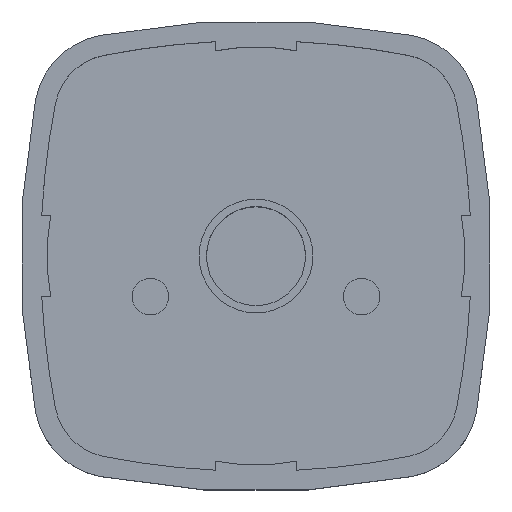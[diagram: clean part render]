
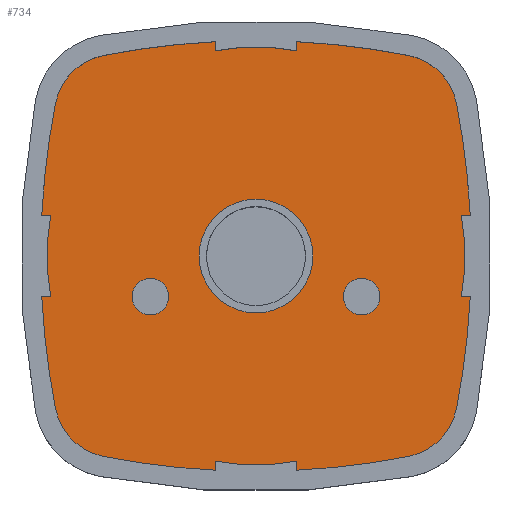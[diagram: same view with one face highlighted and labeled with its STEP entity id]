
A CAD part, top view. The second image highlights one B-rep face of the part: STEP entity #734.
In plain terms, the highlighted planar face has unit normal (0, 0, 1).
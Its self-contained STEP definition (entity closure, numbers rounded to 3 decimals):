
#495=PLANE('',#1929);
#621=LINE('',#2640,#686);
#622=LINE('',#2644,#687);
#623=LINE('',#2646,#688);
#624=LINE('',#2650,#689);
#625=LINE('',#2652,#690);
#626=LINE('',#2656,#691);
#627=LINE('',#2658,#692);
#628=LINE('',#2662,#693);
#686=VECTOR('',#2203,1.);
#687=VECTOR('',#2206,1.);
#688=VECTOR('',#2209,1.);
#689=VECTOR('',#2212,1.);
#690=VECTOR('',#2215,1.);
#691=VECTOR('',#2218,1.);
#692=VECTOR('',#2221,1.);
#693=VECTOR('',#2224,1.);
#734=ADVANCED_FACE('',(#860,#861,#862,#863),#495,.T.);
#860=FACE_BOUND('',#918,.T.);
#861=FACE_BOUND('',#919,.T.);
#862=FACE_BOUND('',#920,.T.);
#863=FACE_BOUND('',#921,.T.);
#918=EDGE_LOOP('',(#1107));
#919=EDGE_LOOP('',(#1108));
#920=EDGE_LOOP('',(#1109));
#921=EDGE_LOOP('',(#1110,#1111,#1112,#1113,#1114,#1115,#1116,#1117,#1118,
#1119,#1120,#1121,#1122,#1123,#1124,#1125,#1126,#1127,#1128,#1129,#1130,
#1131,#1132,#1133));
#1107=ORIENTED_EDGE('',*,*,#1554,.F.);
#1108=ORIENTED_EDGE('',*,*,#1634,.T.);
#1109=ORIENTED_EDGE('',*,*,#1635,.T.);
#1110=ORIENTED_EDGE('',*,*,#1636,.F.);
#1111=ORIENTED_EDGE('',*,*,#1637,.F.);
#1112=ORIENTED_EDGE('',*,*,#1638,.F.);
#1113=ORIENTED_EDGE('',*,*,#1630,.T.);
#1114=ORIENTED_EDGE('',*,*,#1639,.T.);
#1115=ORIENTED_EDGE('',*,*,#1569,.T.);
#1116=ORIENTED_EDGE('',*,*,#1640,.F.);
#1117=ORIENTED_EDGE('',*,*,#1641,.F.);
#1118=ORIENTED_EDGE('',*,*,#1642,.F.);
#1119=ORIENTED_EDGE('',*,*,#1633,.T.);
#1120=ORIENTED_EDGE('',*,*,#1643,.T.);
#1121=ORIENTED_EDGE('',*,*,#1565,.T.);
#1122=ORIENTED_EDGE('',*,*,#1644,.F.);
#1123=ORIENTED_EDGE('',*,*,#1645,.F.);
#1124=ORIENTED_EDGE('',*,*,#1646,.F.);
#1125=ORIENTED_EDGE('',*,*,#1624,.T.);
#1126=ORIENTED_EDGE('',*,*,#1647,.T.);
#1127=ORIENTED_EDGE('',*,*,#1561,.T.);
#1128=ORIENTED_EDGE('',*,*,#1648,.F.);
#1129=ORIENTED_EDGE('',*,*,#1649,.F.);
#1130=ORIENTED_EDGE('',*,*,#1650,.F.);
#1131=ORIENTED_EDGE('',*,*,#1627,.T.);
#1132=ORIENTED_EDGE('',*,*,#1651,.T.);
#1133=ORIENTED_EDGE('',*,*,#1557,.T.);
#1418=VERTEX_POINT('',#2474);
#1420=VERTEX_POINT('',#2479);
#1422=VERTEX_POINT('',#2482);
#1424=VERTEX_POINT('',#2488);
#1426=VERTEX_POINT('',#2491);
#1428=VERTEX_POINT('',#2497);
#1430=VERTEX_POINT('',#2500);
#1432=VERTEX_POINT('',#2506);
#1434=VERTEX_POINT('',#2509);
#1478=VERTEX_POINT('',#2613);
#1479=VERTEX_POINT('',#2615);
#1480=VERTEX_POINT('',#2619);
#1481=VERTEX_POINT('',#2621);
#1482=VERTEX_POINT('',#2625);
#1483=VERTEX_POINT('',#2627);
#1484=VERTEX_POINT('',#2631);
#1485=VERTEX_POINT('',#2633);
#1486=VERTEX_POINT('',#2637);
#1487=VERTEX_POINT('',#2639);
#1488=VERTEX_POINT('',#2641);
#1489=VERTEX_POINT('',#2643);
#1490=VERTEX_POINT('',#2647);
#1491=VERTEX_POINT('',#2649);
#1492=VERTEX_POINT('',#2653);
#1493=VERTEX_POINT('',#2655);
#1494=VERTEX_POINT('',#2659);
#1495=VERTEX_POINT('',#2661);
#1554=EDGE_CURVE('',#1418,#1418,#1756,.T.);
#1557=EDGE_CURVE('',#1422,#1420,#1758,.T.);
#1561=EDGE_CURVE('',#1426,#1424,#1760,.T.);
#1565=EDGE_CURVE('',#1430,#1428,#1762,.T.);
#1569=EDGE_CURVE('',#1434,#1432,#1764,.T.);
#1624=EDGE_CURVE('',#1478,#1479,#1800,.T.);
#1627=EDGE_CURVE('',#1480,#1481,#1801,.T.);
#1630=EDGE_CURVE('',#1482,#1483,#1802,.T.);
#1633=EDGE_CURVE('',#1484,#1485,#1803,.T.);
#1634=EDGE_CURVE('',#1486,#1486,#1804,.T.);
#1635=EDGE_CURVE('',#1487,#1487,#1805,.T.);
#1636=EDGE_CURVE('',#1488,#1420,#621,.T.);
#1637=EDGE_CURVE('',#1489,#1488,#1806,.T.);
#1638=EDGE_CURVE('',#1482,#1489,#622,.T.);
#1639=EDGE_CURVE('',#1483,#1434,#1807,.T.);
#1640=EDGE_CURVE('',#1490,#1432,#623,.T.);
#1641=EDGE_CURVE('',#1491,#1490,#1808,.T.);
#1642=EDGE_CURVE('',#1484,#1491,#624,.T.);
#1643=EDGE_CURVE('',#1485,#1430,#1809,.T.);
#1644=EDGE_CURVE('',#1492,#1428,#625,.T.);
#1645=EDGE_CURVE('',#1493,#1492,#1810,.T.);
#1646=EDGE_CURVE('',#1478,#1493,#626,.T.);
#1647=EDGE_CURVE('',#1479,#1426,#1811,.T.);
#1648=EDGE_CURVE('',#1494,#1424,#627,.T.);
#1649=EDGE_CURVE('',#1495,#1494,#1812,.T.);
#1650=EDGE_CURVE('',#1480,#1495,#628,.T.);
#1651=EDGE_CURVE('',#1481,#1422,#1813,.T.);
#1756=CIRCLE('',#1856,2.25);
#1758=CIRCLE('',#1859,97.5);
#1760=CIRCLE('',#1862,97.5);
#1762=CIRCLE('',#1865,97.5);
#1764=CIRCLE('',#1868,97.5);
#1800=CIRCLE('',#1911,97.5);
#1801=CIRCLE('',#1913,97.5);
#1802=CIRCLE('',#1915,97.5);
#1803=CIRCLE('',#1917,97.5);
#1804=CIRCLE('',#1919,2.25);
#1805=CIRCLE('',#1920,7.);
#1806=CIRCLE('',#1921,25.75);
#1807=CIRCLE('',#1922,7.5);
#1808=CIRCLE('',#1923,25.75);
#1809=CIRCLE('',#1924,7.5);
#1810=CIRCLE('',#1925,25.75);
#1811=CIRCLE('',#1926,7.5);
#1812=CIRCLE('',#1927,25.75);
#1813=CIRCLE('',#1928,7.5);
#1856=AXIS2_PLACEMENT_3D('',#2473,#2041,#2042);
#1859=AXIS2_PLACEMENT_3D('',#2481,#2048,#2049);
#1862=AXIS2_PLACEMENT_3D('',#2490,#2056,#2057);
#1865=AXIS2_PLACEMENT_3D('',#2499,#2064,#2065);
#1868=AXIS2_PLACEMENT_3D('',#2508,#2072,#2073);
#1911=AXIS2_PLACEMENT_3D('',#2616,#2177,#2178);
#1913=AXIS2_PLACEMENT_3D('',#2622,#2183,#2184);
#1915=AXIS2_PLACEMENT_3D('',#2628,#2189,#2190);
#1917=AXIS2_PLACEMENT_3D('',#2634,#2195,#2196);
#1919=AXIS2_PLACEMENT_3D('',#2636,#2199,#2200);
#1920=AXIS2_PLACEMENT_3D('',#2638,#2201,#2202);
#1921=AXIS2_PLACEMENT_3D('',#2642,#2204,#2205);
#1922=AXIS2_PLACEMENT_3D('',#2645,#2207,#2208);
#1923=AXIS2_PLACEMENT_3D('',#2648,#2210,#2211);
#1924=AXIS2_PLACEMENT_3D('',#2651,#2213,#2214);
#1925=AXIS2_PLACEMENT_3D('',#2654,#2216,#2217);
#1926=AXIS2_PLACEMENT_3D('',#2657,#2219,#2220);
#1927=AXIS2_PLACEMENT_3D('',#2660,#2222,#2223);
#1928=AXIS2_PLACEMENT_3D('',#2663,#2225,#2226);
#1929=AXIS2_PLACEMENT_3D('',#2664,#2227,#2228);
#2041=DIRECTION('',(0.,0.,1.));
#2042=DIRECTION('',(1.,0.,0.));
#2048=DIRECTION('',(0.,0.,1.));
#2049=DIRECTION('',(1.,0.,0.));
#2056=DIRECTION('',(0.,0.,1.));
#2057=DIRECTION('',(1.,0.,0.));
#2064=DIRECTION('',(0.,0.,1.));
#2065=DIRECTION('',(1.,0.,0.));
#2072=DIRECTION('',(0.,0.,1.));
#2073=DIRECTION('',(1.,0.,0.));
#2177=DIRECTION('',(0.,0.,1.));
#2178=DIRECTION('',(1.,0.,0.));
#2183=DIRECTION('',(0.,0.,1.));
#2184=DIRECTION('',(1.,0.,0.));
#2189=DIRECTION('',(0.,0.,1.));
#2190=DIRECTION('',(1.,0.,0.));
#2195=DIRECTION('',(0.,0.,1.));
#2196=DIRECTION('',(1.,0.,0.));
#2199=DIRECTION('',(0.,0.,-1.));
#2200=DIRECTION('',(-1.,0.,0.));
#2201=DIRECTION('',(0.,0.,-1.));
#2202=DIRECTION('',(-1.,0.,0.));
#2203=DIRECTION('',(1.,0.,0.));
#2204=DIRECTION('',(0.,0.,-1.));
#2205=DIRECTION('',(1.,0.,0.));
#2206=DIRECTION('',(-1.,0.,0.));
#2207=DIRECTION('',(0.,0.,1.));
#2208=DIRECTION('',(1.,0.,0.));
#2209=DIRECTION('',(0.,1.,0.));
#2210=DIRECTION('',(0.,0.,-1.));
#2211=DIRECTION('',(1.,0.,0.));
#2212=DIRECTION('',(0.,-1.,0.));
#2213=DIRECTION('',(0.,0.,1.));
#2214=DIRECTION('',(1.,0.,0.));
#2215=DIRECTION('',(-1.,0.,0.));
#2216=DIRECTION('',(0.,0.,-1.));
#2217=DIRECTION('',(1.,0.,0.));
#2218=DIRECTION('',(1.,0.,0.));
#2219=DIRECTION('',(0.,0.,1.));
#2220=DIRECTION('',(1.,0.,0.));
#2221=DIRECTION('',(0.,-1.,0.));
#2222=DIRECTION('',(0.,0.,-1.));
#2223=DIRECTION('',(1.,0.,0.));
#2224=DIRECTION('',(0.,1.,0.));
#2225=DIRECTION('',(0.,0.,1.));
#2226=DIRECTION('',(1.,0.,0.));
#2227=DIRECTION('',(0.,0.,1.));
#2228=DIRECTION('',(1.,0.,0.));
#2473=CARTESIAN_POINT('',(-13.,-5.,2.5));
#2474=CARTESIAN_POINT('',(-10.75,-5.,2.5));
#2479=CARTESIAN_POINT('',(26.372,-5.,2.5));
#2481=CARTESIAN_POINT('',(-71.,0.,2.5));
#2482=CARTESIAN_POINT('',(24.678,-18.761,2.5));
#2488=CARTESIAN_POINT('',(-5.,-26.372,2.5));
#2490=CARTESIAN_POINT('',(0.,71.,2.5));
#2491=CARTESIAN_POINT('',(-18.761,-24.678,2.5));
#2497=CARTESIAN_POINT('',(-26.372,5.,2.5));
#2499=CARTESIAN_POINT('',(71.,0.,2.5));
#2500=CARTESIAN_POINT('',(-24.678,18.761,2.5));
#2506=CARTESIAN_POINT('',(5.,26.372,2.5));
#2508=CARTESIAN_POINT('',(0.,-71.,2.5));
#2509=CARTESIAN_POINT('',(18.761,24.678,2.5));
#2613=CARTESIAN_POINT('',(-26.372,-5.,2.5));
#2615=CARTESIAN_POINT('',(-24.678,-18.761,2.5));
#2616=CARTESIAN_POINT('',(71.,0.,2.5));
#2619=CARTESIAN_POINT('',(5.,-26.372,2.5));
#2621=CARTESIAN_POINT('',(18.761,-24.678,2.5));
#2622=CARTESIAN_POINT('',(0.,71.,2.5));
#2625=CARTESIAN_POINT('',(26.372,5.,2.5));
#2627=CARTESIAN_POINT('',(24.678,18.761,2.5));
#2628=CARTESIAN_POINT('',(-71.,0.,2.5));
#2631=CARTESIAN_POINT('',(-5.,26.372,2.5));
#2633=CARTESIAN_POINT('',(-18.761,24.678,2.5));
#2634=CARTESIAN_POINT('',(0.,-71.,2.5));
#2636=CARTESIAN_POINT('',(13.,-5.,2.5));
#2637=CARTESIAN_POINT('',(10.75,-5.,2.5));
#2638=CARTESIAN_POINT('',(0.,0.,2.5));
#2639=CARTESIAN_POINT('',(-7.,0.,2.5));
#2640=CARTESIAN_POINT('',(35.5,-5.,2.5));
#2641=CARTESIAN_POINT('',(25.26,-5.,2.5));
#2642=CARTESIAN_POINT('',(0.,0.,2.5));
#2643=CARTESIAN_POINT('',(25.26,5.,2.5));
#2644=CARTESIAN_POINT('',(35.5,5.,2.5));
#2645=CARTESIAN_POINT('',(17.318,17.318,2.5));
#2646=CARTESIAN_POINT('',(5.,35.5,2.5));
#2647=CARTESIAN_POINT('',(5.,25.26,2.5));
#2648=CARTESIAN_POINT('',(0.,0.,2.5));
#2649=CARTESIAN_POINT('',(-5.,25.26,2.5));
#2650=CARTESIAN_POINT('',(-5.,35.5,2.5));
#2651=CARTESIAN_POINT('',(-17.318,17.318,2.5));
#2652=CARTESIAN_POINT('',(35.5,5.,2.5));
#2653=CARTESIAN_POINT('',(-25.26,5.,2.5));
#2654=CARTESIAN_POINT('',(0.,0.,2.5));
#2655=CARTESIAN_POINT('',(-25.26,-5.,2.5));
#2656=CARTESIAN_POINT('',(35.5,-5.,2.5));
#2657=CARTESIAN_POINT('',(-17.318,-17.318,2.5));
#2658=CARTESIAN_POINT('',(-5.,35.5,2.5));
#2659=CARTESIAN_POINT('',(-5.,-25.26,2.5));
#2660=CARTESIAN_POINT('',(0.,0.,2.5));
#2661=CARTESIAN_POINT('',(5.,-25.26,2.5));
#2662=CARTESIAN_POINT('',(5.,35.5,2.5));
#2663=CARTESIAN_POINT('',(17.318,-17.318,2.5));
#2664=CARTESIAN_POINT('',(35.5,35.5,2.5));
